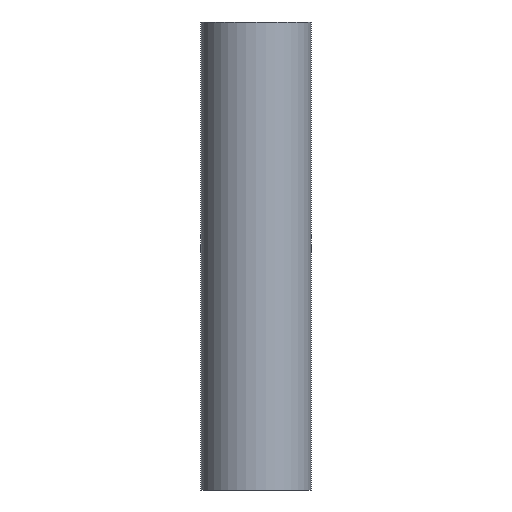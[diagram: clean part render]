
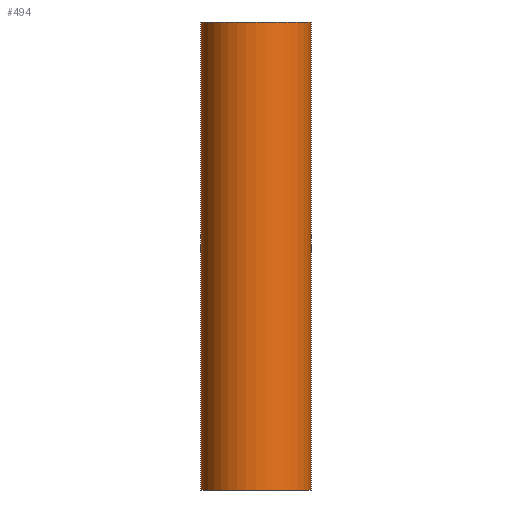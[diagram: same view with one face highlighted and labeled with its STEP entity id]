
A CAD part, front view. The second image highlights one B-rep face of the part: STEP entity #494.
In plain terms, the highlighted cylindrical face has radius 12.7 mm (diameter 25.4 mm), a partial arc.
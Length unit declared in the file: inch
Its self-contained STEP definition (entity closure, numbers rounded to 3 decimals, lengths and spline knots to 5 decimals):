
#7 = CARTESIAN_POINT ( 'NONE',  ( 0., 0., 2.12598 ) ) ;
#18 = LINE ( 'NONE', #451, #1432 ) ;
#60 = VECTOR ( 'NONE', #334, 39.37008 ) ;
#98 = CARTESIAN_POINT ( 'NONE',  ( -0.5, 0., 2.12598 ) ) ;
#140 = CIRCLE ( 'NONE', #248, 0.5 ) ;
#225 = DIRECTION ( 'NONE',  ( 0., 0., 1. ) ) ;
#248 = AXIS2_PLACEMENT_3D ( 'NONE', #1458, #225, #1135 ) ;
#308 = ORIENTED_EDGE ( 'NONE', *, *, #678, .T. ) ;
#334 = DIRECTION ( 'NONE',  ( 0., 0., -1. ) ) ;
#339 = DIRECTION ( 'NONE',  ( 0., 0., 1. ) ) ;
#414 = ORIENTED_EDGE ( 'NONE', *, *, #703, .F. ) ;
#438 = CARTESIAN_POINT ( 'NONE',  ( 0.5, 0., 2.12598 ) ) ;
#451 = CARTESIAN_POINT ( 'NONE',  ( -0.5, 0., 2.12598 ) ) ;
#477 = VERTEX_POINT ( 'NONE', #1154 ) ;
#481 = LINE ( 'NONE', #438, #60 ) ;
#494 = ADVANCED_FACE ( 'NONE', ( #1088 ), #1317, .T. ) ;
#518 = AXIS2_PLACEMENT_3D ( 'NONE', #7, #818, #922 ) ;
#594 = AXIS2_PLACEMENT_3D ( 'NONE', #798, #339, #1240 ) ;
#631 = EDGE_CURVE ( 'NONE', #1330, #1038, #1271, .T. ) ;
#659 = VERTEX_POINT ( 'NONE', #1229 ) ;
#678 = EDGE_CURVE ( 'NONE', #1330, #659, #18, .T. ) ;
#703 = EDGE_CURVE ( 'NONE', #1038, #477, #481, .T. ) ;
#792 = DIRECTION ( 'NONE',  ( 0., 0., -1. ) ) ;
#798 = CARTESIAN_POINT ( 'NONE',  ( 0., 0., 2.12598 ) ) ;
#818 = DIRECTION ( 'NONE',  ( 0., 0., -1. ) ) ;
#880 = ORIENTED_EDGE ( 'NONE', *, *, #1124, .T. ) ;
#907 = CARTESIAN_POINT ( 'NONE',  ( 0.5, 0., 2.12598 ) ) ;
#922 = DIRECTION ( 'NONE',  ( -1., 0., 0. ) ) ;
#1038 = VERTEX_POINT ( 'NONE', #907 ) ;
#1088 = FACE_OUTER_BOUND ( 'NONE', #1125, .T. ) ;
#1124 = EDGE_CURVE ( 'NONE', #659, #477, #140, .T. ) ;
#1125 = EDGE_LOOP ( 'NONE', ( #414, #1386, #308, #880 ) ) ;
#1135 = DIRECTION ( 'NONE',  ( 1., 0., 0. ) ) ;
#1154 = CARTESIAN_POINT ( 'NONE',  ( 0.5, 0., -2.12598 ) ) ;
#1229 = CARTESIAN_POINT ( 'NONE',  ( -0.5, 0., -2.12598 ) ) ;
#1240 = DIRECTION ( 'NONE',  ( 1., 0., 0. ) ) ;
#1271 = CIRCLE ( 'NONE', #594, 0.5 ) ;
#1317 = CYLINDRICAL_SURFACE ( 'NONE', #518, 0.5 ) ;
#1330 = VERTEX_POINT ( 'NONE', #98 ) ;
#1386 = ORIENTED_EDGE ( 'NONE', *, *, #631, .F. ) ;
#1432 = VECTOR ( 'NONE', #792, 39.37008 ) ;
#1458 = CARTESIAN_POINT ( 'NONE',  ( 0., 0., -2.12598 ) ) ;
